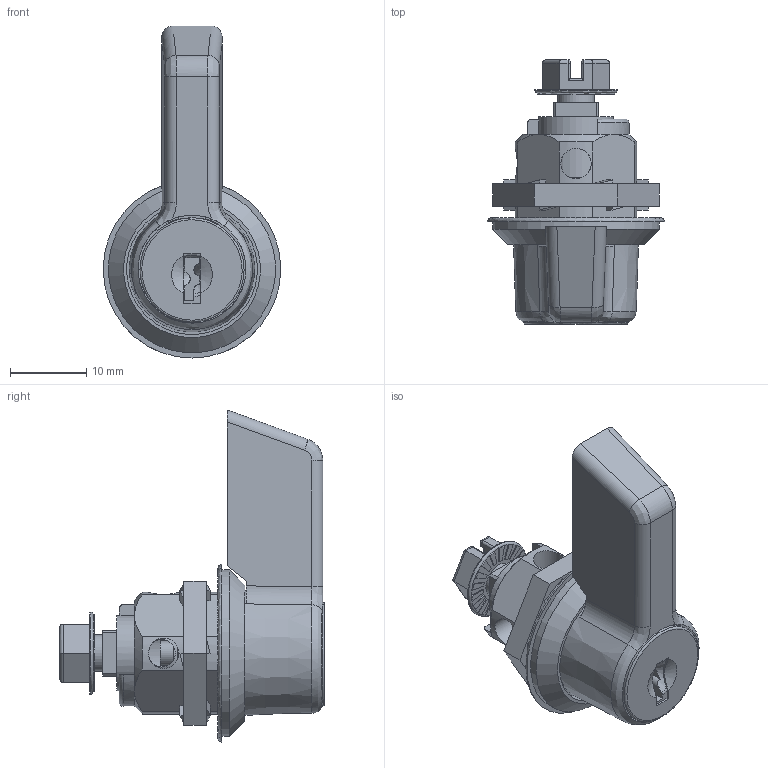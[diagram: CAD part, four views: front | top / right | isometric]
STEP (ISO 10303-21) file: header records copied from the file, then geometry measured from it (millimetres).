
FILE_DESCRIPTION (( 'STEP AP214' ), '1' );
FILE_NAME ('SEC-MINQKLB.STEP', '2023-06-27T11:13:57', ( '' ), ( '' ), 'SwSTEP 2.0', 'SolidWorks 2021', '' );
FILE_SCHEMA (( 'AUTOMOTIVE_DESIGN' ));
Length unit declared in the file: inch
Products named in the file (1): SEC-MINQKLB
Bounding box: 23.37 x 34.85 x 43.68 mm (x, y, z)
Volume: 6714.4 mm3; surface area: 8217.1 mm2
Topology: 7 solids, 7 shells, 559 faces, 1438 edges, 912 vertices
Faces by surface type: plane 360, cylinder 152, bspline 27, cone 12, torus 8
Full cylindrical faces by diameter (mm): 1.8 x1, 3.247 x1, 3.65 x2, 4 x4, 4.8 x1, 5.5 x2, 5.7 x1, 9.85 x1, 10.1 x1, 10.25 x1, 10.8 x1, 12.5 x1, 12.65 x1, 13.2 x1, 13.7 x1, 14 x2, 14.2 x1, 17.2 x1, 22 x1
Entity records: 25976 total; most frequent: CARTESIAN_POINT 5428, ORIENTED_EDGE 2770, DIRECTION 2637, EDGE_CURVE 1385, VERTEX_POINT 898, AXIS2_PLACEMENT_3D 886, VECTOR 865, LINE 865
